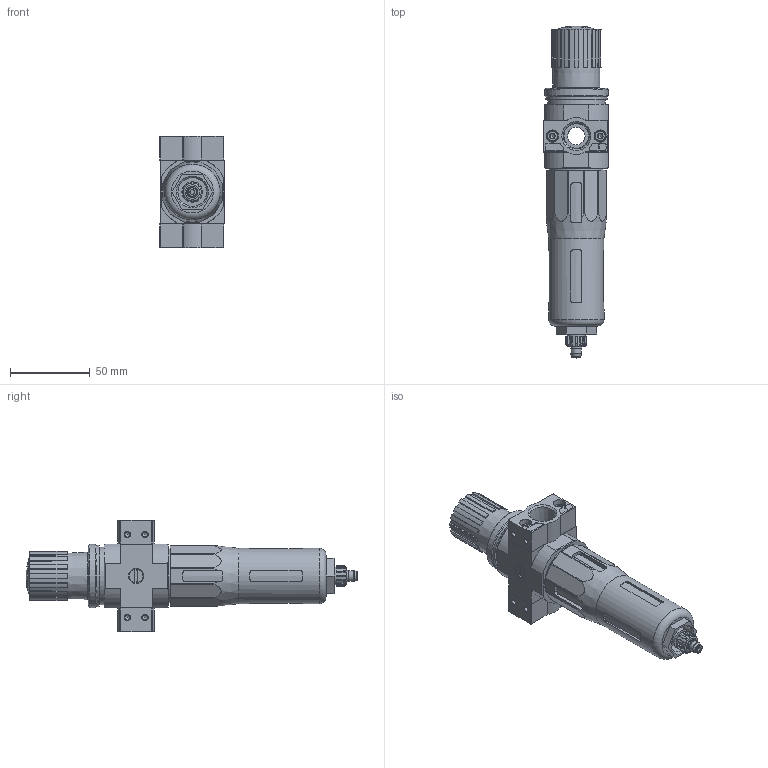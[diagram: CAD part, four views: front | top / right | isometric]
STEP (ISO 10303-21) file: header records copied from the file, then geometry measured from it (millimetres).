
FILE_DESCRIPTION(/* description */ ('STEP AP214'),/* implementation_level */ '2;1');
FILE_NAME(/* name */ '173774_LFR-3_8-D-O-MINI-NPT',/* time_stamp */ '2024-09-04T16:52:04+02:00',/* author */ ('License CC BY-ND 4.0'),/* organization */ ('CADENAS'),/* preprocessor_version */ 'ST-DEVELOPER v19.3',/* originating_system */ 'PARTsolutions',/* authorisation */ ' ');
FILE_SCHEMA (('AUTOMOTIVE_DESIGN {1 0 10303 214 3 1 1}'));
Length unit declared in the file: millimetre
Products named in the file (8): 173774 LFR-3/8-D-O-MINI-NPT---(0); 123587 LFR-D-MINI--(0); 679802 PBL-3/8-D-MINI-R-NPT--P1; DIN-912 - M4x16(F); 679801 PBL-3/8-D-MINI-L-NPT--P1; 398011 LRVS-D-MINI; 373845 LR-MINI; 648415 LF
Assembly tree (11 placements, depth 2):
  173774 LFR-3/8-D-O-MINI-NPT---(0)
    123587 LFR-D-MINI--(0)
    679802 PBL-3/8-D-MINI-R-NPT--P1
    DIN-912 - M4x16(F)  x4
    679801 PBL-3/8-D-MINI-L-NPT--P1
    398011 LRVS-D-MINI
    373845 LR-MINI  x2
    648415 LF
Bounding box: 40.4 x 208 x 70 mm (x, y, z)
Volume: 209245 mm3; surface area: 46179.4 mm2
Topology: 11 solids, 11 shells, 632 faces, 1557 edges, 994 vertices
Faces by surface type: plane 342, cylinder 180, cone 97, torus 8, sphere 5
Full cylindrical faces by diameter (mm): 3 x1, 3.242 x8, 4 x4, 4.3 x2, 5.6 x1, 6.4 x1, 6.8 x1, 6.9 x2, 7 x4, 7.1 x1, 8.2 x2, 8.566 x2, 9 x1, 9.728 x2, 11 x2, 11.2 x1, 11.4 x1, 12.2 x2, 12.6 x1, 15.7 x1, 15.8 x1, 18 x1, 24.9 x1, 26.9 x1, 33.9 x1, 34.376 x1, 34.7 x1, 36 x2, 38.5 x1, 39.8 x1
Entity records: 19106 total; most frequent: CARTESIAN_POINT 3316, DIRECTION 2690, ORIENTED_EDGE 2504, EDGE_CURVE 1252, AXIS2_PLACEMENT_3D 1053, VERTEX_POINT 883, FACE_BOUND 705, EDGE_LOOP 696
